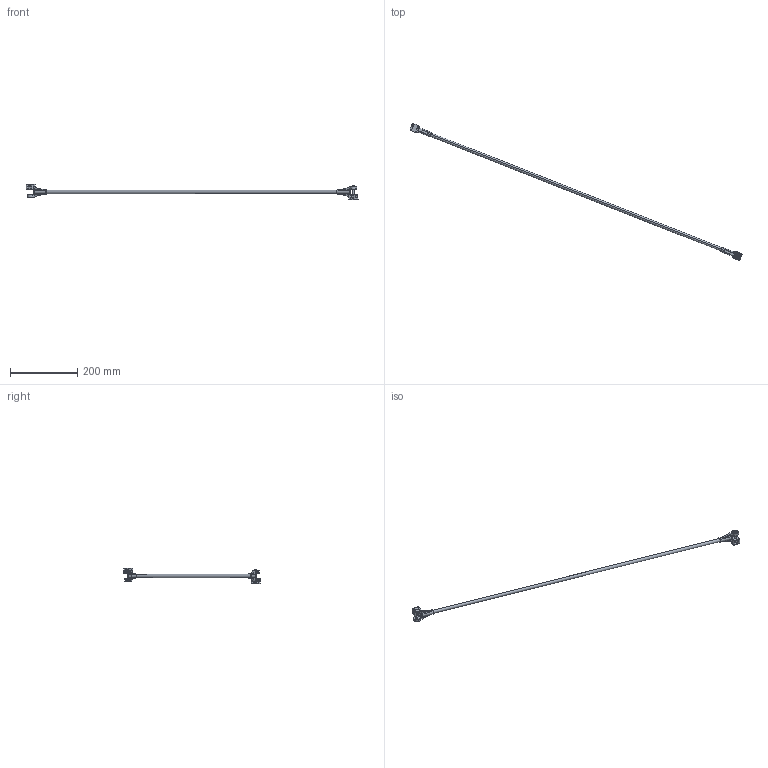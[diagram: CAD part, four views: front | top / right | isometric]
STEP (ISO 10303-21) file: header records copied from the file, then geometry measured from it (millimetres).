
FILE_DESCRIPTION (( 'STEP AP203' ), '1' );
FILE_NAME ('link1_Default_sldprt.STEP', '2024-11-18T19:56:19', ( '' ), ( '' ), 'SwSTEP 2.0', 'SolidWorks 2024', '' );
FILE_SCHEMA (( 'CONFIG_CONTROL_DESIGN' ));
Length unit declared in the file: millimetre
Products named in the file (1): link1_Default_sldprt
Bounding box: 985.42 x 405.89 x 45.3 mm (x, y, z)
Volume: 49635.6 mm3; surface area: 81047.8 mm2
Topology: 47 solids, 47 shells, 830 faces, 1987 edges, 1235 vertices
Faces by surface type: cylinder 269, torus 200, plane 189, cone 112, sphere 52, bspline 8
Entity records: 23859 total; most frequent: DIRECTION 4558, CARTESIAN_POINT 4341, ORIENTED_EDGE 3730, AXIS2_PLACEMENT_3D 1950, EDGE_CURVE 1865, VERTEX_POINT 1163, CIRCLE 1127, EDGE_LOOP 966
